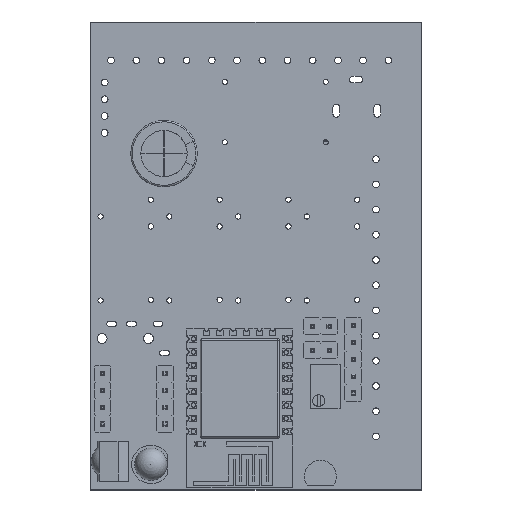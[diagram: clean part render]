
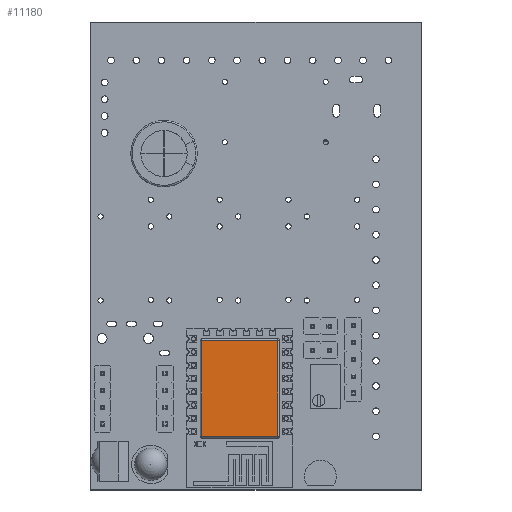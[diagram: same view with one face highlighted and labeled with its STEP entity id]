
A CAD part, top view. The second image highlights one B-rep face of the part: STEP entity #11180.
In plain terms, the highlighted planar face has unit normal (0, 0, 1).
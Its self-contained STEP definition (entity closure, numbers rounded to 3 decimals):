
#11004 = VERTEX_POINT('',#11005);
#11005 = CARTESIAN_POINT('',(-5.75,4.25,3.2));
#11012 = EDGE_CURVE('',#11004,#11013,#11015,.T.);
#11013 = VERTEX_POINT('',#11014);
#11014 = CARTESIAN_POINT('',(5.75,4.25,3.2));
#11015 = LINE('',#11016,#11017);
#11016 = CARTESIAN_POINT('',(-6.,4.25,3.2));
#11017 = VECTOR('',#11018,1.);
#11018 = DIRECTION('',(1.,0.,0.));
#11180 = ADVANCED_FACE('',(#11181),#11206,.F.);
#11181 = FACE_BOUND('',#11182,.F.);
#11182 = EDGE_LOOP('',(#11183,#11193,#11199,#11200));
#11183 = ORIENTED_EDGE('',*,*,#11184,.T.);
#11184 = EDGE_CURVE('',#11185,#11187,#11189,.T.);
#11185 = VERTEX_POINT('',#11186);
#11186 = CARTESIAN_POINT('',(5.75,-10.25,3.2));
#11187 = VERTEX_POINT('',#11188);
#11188 = CARTESIAN_POINT('',(-5.75,-10.25,3.2));
#11189 = LINE('',#11190,#11191);
#11190 = CARTESIAN_POINT('',(6.,-10.25,3.2));
#11191 = VECTOR('',#11192,1.);
#11192 = DIRECTION('',(-1.,0.,0.));
#11193 = ORIENTED_EDGE('',*,*,#11194,.T.);
#11194 = EDGE_CURVE('',#11187,#11004,#11195,.T.);
#11195 = LINE('',#11196,#11197);
#11196 = CARTESIAN_POINT('',(-5.75,-10.5,3.2));
#11197 = VECTOR('',#11198,1.);
#11198 = DIRECTION('',(0.,1.,0.));
#11199 = ORIENTED_EDGE('',*,*,#11012,.T.);
#11200 = ORIENTED_EDGE('',*,*,#11201,.T.);
#11201 = EDGE_CURVE('',#11013,#11185,#11202,.T.);
#11202 = LINE('',#11203,#11204);
#11203 = CARTESIAN_POINT('',(5.75,4.5,3.2));
#11204 = VECTOR('',#11205,1.);
#11205 = DIRECTION('',(0.,-1.,0.));
#11206 = PLANE('',#11207);
#11207 = AXIS2_PLACEMENT_3D('',#11208,#11209,#11210);
#11208 = CARTESIAN_POINT('',(0.,-3.,3.2));
#11209 = DIRECTION('',(-0.,-0.,-1.));
#11210 = DIRECTION('',(-1.,0.,0.));
